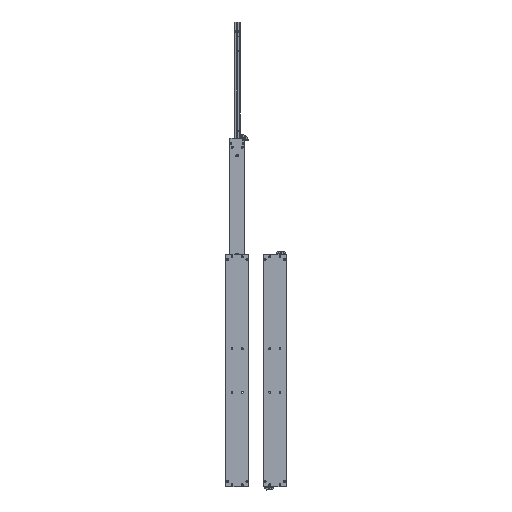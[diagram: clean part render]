
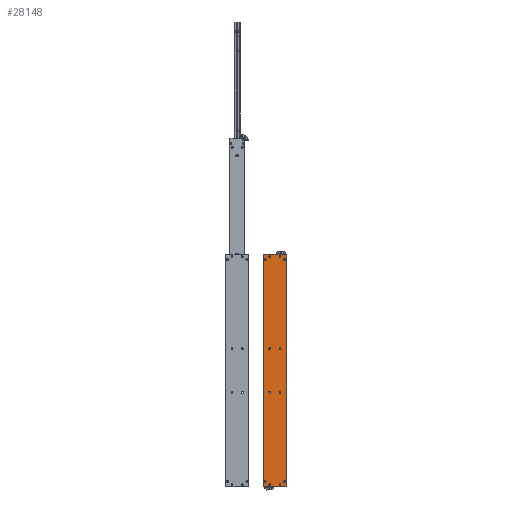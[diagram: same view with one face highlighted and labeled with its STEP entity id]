
A CAD part, left-side view. The second image highlights one B-rep face of the part: STEP entity #28148.
In plain terms, the highlighted planar face has unit normal (-1, 0, 0).
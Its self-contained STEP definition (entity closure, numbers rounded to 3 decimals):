
#592=FACE_BOUND('',#7517,.T.);
#593=FACE_BOUND('',#7518,.T.);
#594=FACE_BOUND('',#7519,.T.);
#595=FACE_BOUND('',#7520,.T.);
#596=FACE_BOUND('',#7521,.T.);
#597=FACE_BOUND('',#7522,.T.);
#598=FACE_BOUND('',#7523,.T.);
#599=FACE_BOUND('',#7524,.T.);
#600=FACE_BOUND('',#7525,.T.);
#601=FACE_BOUND('',#7526,.T.);
#602=FACE_BOUND('',#7527,.T.);
#603=FACE_BOUND('',#7528,.T.);
#1648=LINE('',#58922,#3532);
#1649=LINE('',#58924,#3533);
#1650=LINE('',#58926,#3534);
#1651=LINE('',#58927,#3535);
#3532=VECTOR('',#33213,78.);
#3533=VECTOR('',#33214,800.);
#3534=VECTOR('',#33215,78.);
#3535=VECTOR('',#33216,800.);
#5868=FACE_OUTER_BOUND('',#7516,.T.);
#7516=EDGE_LOOP('',(#20938,#20939,#20940,#20941));
#7517=EDGE_LOOP('',(#20942));
#7518=EDGE_LOOP('',(#20943));
#7519=EDGE_LOOP('',(#20944));
#7520=EDGE_LOOP('',(#20945));
#7521=EDGE_LOOP('',(#20946));
#7522=EDGE_LOOP('',(#20947));
#7523=EDGE_LOOP('',(#20948));
#7524=EDGE_LOOP('',(#20949));
#7525=EDGE_LOOP('',(#20950));
#7526=EDGE_LOOP('',(#20951));
#7527=EDGE_LOOP('',(#20952));
#7528=EDGE_LOOP('',(#20953));
#10219=CIRCLE('',#29736,3.475);
#10220=CIRCLE('',#29738,3.475);
#10221=CIRCLE('',#29739,3.475);
#10222=CIRCLE('',#29740,3.3);
#10223=CIRCLE('',#29741,3.3);
#10224=CIRCLE('',#29742,3.3);
#10225=CIRCLE('',#29743,3.3);
#10226=CIRCLE('',#29744,3.3);
#10227=CIRCLE('',#29745,3.3);
#10228=CIRCLE('',#29746,3.3);
#10229=CIRCLE('',#29747,3.3);
#10230=CIRCLE('',#29748,3.475);
#11932=VERTEX_POINT('',#58917);
#11933=VERTEX_POINT('',#58920);
#11934=VERTEX_POINT('',#58921);
#11935=VERTEX_POINT('',#58923);
#11936=VERTEX_POINT('',#58925);
#11937=VERTEX_POINT('',#58928);
#11938=VERTEX_POINT('',#58930);
#11939=VERTEX_POINT('',#58932);
#11940=VERTEX_POINT('',#58934);
#11941=VERTEX_POINT('',#58936);
#11942=VERTEX_POINT('',#58938);
#11943=VERTEX_POINT('',#58940);
#11944=VERTEX_POINT('',#58942);
#11945=VERTEX_POINT('',#58944);
#11946=VERTEX_POINT('',#58946);
#11947=VERTEX_POINT('',#58948);
#15243=EDGE_CURVE('',#11932,#11932,#10219,.T.);
#15244=EDGE_CURVE('',#11933,#11934,#1648,.T.);
#15245=EDGE_CURVE('',#11935,#11933,#1649,.T.);
#15246=EDGE_CURVE('',#11936,#11935,#1650,.T.);
#15247=EDGE_CURVE('',#11936,#11934,#1651,.T.);
#15248=EDGE_CURVE('',#11937,#11937,#10220,.T.);
#15249=EDGE_CURVE('',#11938,#11938,#10221,.T.);
#15250=EDGE_CURVE('',#11939,#11939,#10222,.T.);
#15251=EDGE_CURVE('',#11940,#11940,#10223,.T.);
#15252=EDGE_CURVE('',#11941,#11941,#10224,.T.);
#15253=EDGE_CURVE('',#11942,#11942,#10225,.T.);
#15254=EDGE_CURVE('',#11943,#11943,#10226,.T.);
#15255=EDGE_CURVE('',#11944,#11944,#10227,.T.);
#15256=EDGE_CURVE('',#11945,#11945,#10228,.T.);
#15257=EDGE_CURVE('',#11946,#11946,#10229,.T.);
#15258=EDGE_CURVE('',#11947,#11947,#10230,.T.);
#20938=ORIENTED_EDGE('',*,*,#15244,.F.);
#20939=ORIENTED_EDGE('',*,*,#15245,.F.);
#20940=ORIENTED_EDGE('',*,*,#15246,.F.);
#20941=ORIENTED_EDGE('',*,*,#15247,.T.);
#20942=ORIENTED_EDGE('',*,*,#15248,.F.);
#20943=ORIENTED_EDGE('',*,*,#15249,.F.);
#20944=ORIENTED_EDGE('',*,*,#15250,.T.);
#20945=ORIENTED_EDGE('',*,*,#15251,.T.);
#20946=ORIENTED_EDGE('',*,*,#15252,.T.);
#20947=ORIENTED_EDGE('',*,*,#15253,.T.);
#20948=ORIENTED_EDGE('',*,*,#15254,.T.);
#20949=ORIENTED_EDGE('',*,*,#15255,.T.);
#20950=ORIENTED_EDGE('',*,*,#15256,.T.);
#20951=ORIENTED_EDGE('',*,*,#15257,.T.);
#20952=ORIENTED_EDGE('',*,*,#15258,.F.);
#20953=ORIENTED_EDGE('',*,*,#15243,.F.);
#25778=PLANE('',#29737);
#28148=ADVANCED_FACE('',(#5868,#592,#593,#594,#595,#596,#597,#598,#599,
#600,#601,#602,#603),#25778,.T.);
#29736=AXIS2_PLACEMENT_3D('',#58918,#33209,#33210);
#29737=AXIS2_PLACEMENT_3D('',#58919,#33211,#33212);
#29738=AXIS2_PLACEMENT_3D('',#58929,#33217,#33218);
#29739=AXIS2_PLACEMENT_3D('',#58931,#33219,#33220);
#29740=AXIS2_PLACEMENT_3D('',#58933,#33221,#33222);
#29741=AXIS2_PLACEMENT_3D('',#58935,#33223,#33224);
#29742=AXIS2_PLACEMENT_3D('',#58937,#33225,#33226);
#29743=AXIS2_PLACEMENT_3D('',#58939,#33227,#33228);
#29744=AXIS2_PLACEMENT_3D('',#58941,#33229,#33230);
#29745=AXIS2_PLACEMENT_3D('',#58943,#33231,#33232);
#29746=AXIS2_PLACEMENT_3D('',#58945,#33233,#33234);
#29747=AXIS2_PLACEMENT_3D('',#58947,#33235,#33236);
#29748=AXIS2_PLACEMENT_3D('',#58949,#33237,#33238);
#33209=DIRECTION('center_axis',(-1.,0.,0.));
#33210=DIRECTION('ref_axis',(0.,0.,-1.));
#33211=DIRECTION('center_axis',(-1.,0.,0.));
#33212=DIRECTION('ref_axis',(0.,0.,1.));
#33213=DIRECTION('',(0.,1.,0.));
#33214=DIRECTION('',(0.,0.,-1.));
#33215=DIRECTION('',(0.,-1.,0.));
#33216=DIRECTION('',(0.,0.,-1.));
#33217=DIRECTION('center_axis',(-1.,0.,0.));
#33218=DIRECTION('ref_axis',(0.,0.,-1.));
#33219=DIRECTION('center_axis',(-1.,0.,0.));
#33220=DIRECTION('ref_axis',(0.,0.,1.));
#33221=DIRECTION('center_axis',(1.,0.,0.));
#33222=DIRECTION('ref_axis',(0.,0.,-1.));
#33223=DIRECTION('center_axis',(1.,0.,0.));
#33224=DIRECTION('ref_axis',(0.,0.,-1.));
#33225=DIRECTION('center_axis',(1.,0.,0.));
#33226=DIRECTION('ref_axis',(0.,0.,-1.));
#33227=DIRECTION('center_axis',(1.,0.,0.));
#33228=DIRECTION('ref_axis',(0.,0.,-1.));
#33229=DIRECTION('center_axis',(1.,0.,0.));
#33230=DIRECTION('ref_axis',(0.,0.,-1.));
#33231=DIRECTION('center_axis',(1.,0.,0.));
#33232=DIRECTION('ref_axis',(0.,0.,-1.));
#33233=DIRECTION('center_axis',(1.,0.,0.));
#33234=DIRECTION('ref_axis',(0.,0.,-1.));
#33235=DIRECTION('center_axis',(1.,0.,0.));
#33236=DIRECTION('ref_axis',(0.,0.,-1.));
#33237=DIRECTION('center_axis',(-1.,0.,0.));
#33238=DIRECTION('ref_axis',(0.,0.,1.));
#58917=CARTESIAN_POINT('',(0.,33.6,-778.525));
#58918=CARTESIAN_POINT('Origin',(0.,33.6,
-782.));
#58919=CARTESIAN_POINT('Origin',(0.,39.,0.));
#58920=CARTESIAN_POINT('',(0.,-39.,-800.));
#58921=CARTESIAN_POINT('',(0.,39.,-800.));
#58922=CARTESIAN_POINT('',(0.,-39.,-800.));
#58923=CARTESIAN_POINT('',(0.,-39.,0.));
#58924=CARTESIAN_POINT('',(0.,-39.,0.));
#58925=CARTESIAN_POINT('',(0.,39.,0.));
#58926=CARTESIAN_POINT('',(0.,39.,0.));
#58927=CARTESIAN_POINT('',(0.,39.,0.));
#58928=CARTESIAN_POINT('',(0.,-33.6,-778.525));
#58929=CARTESIAN_POINT('Origin',(0.,-33.6,
-782.));
#58930=CARTESIAN_POINT('',(0.,-33.6,-21.475));
#58931=CARTESIAN_POINT('Origin',(0.,-33.6,
-18.));
#58932=CARTESIAN_POINT('',(0.,-17.5,-789.2));
#58933=CARTESIAN_POINT('Origin',(0.,-17.5,-792.5));
#58934=CARTESIAN_POINT('',(0.,17.5,-789.2));
#58935=CARTESIAN_POINT('Origin',(0.,17.5,-792.5));
#58936=CARTESIAN_POINT('',(0.,-17.5,-471.7));
#58937=CARTESIAN_POINT('Origin',(0.,-17.5,-475.));
#58938=CARTESIAN_POINT('',(0.,17.5,-471.7));
#58939=CARTESIAN_POINT('Origin',(0.,17.5,-475.));
#58940=CARTESIAN_POINT('',(0.,-17.5,-321.7));
#58941=CARTESIAN_POINT('Origin',(0.,-17.5,-325.));
#58942=CARTESIAN_POINT('',(0.,17.5,-321.7));
#58943=CARTESIAN_POINT('Origin',(0.,17.5,-325.));
#58944=CARTESIAN_POINT('',(0.,-17.5,-4.2));
#58945=CARTESIAN_POINT('Origin',(0.,-17.5,-7.5));
#58946=CARTESIAN_POINT('',(0.,17.5,-4.2));
#58947=CARTESIAN_POINT('Origin',(0.,17.5,-7.5));
#58948=CARTESIAN_POINT('',(0.,33.6,-21.475));
#58949=CARTESIAN_POINT('Origin',(0.,33.6,
-18.));
